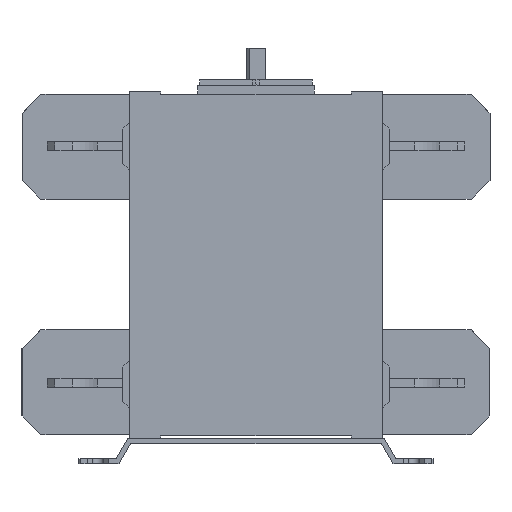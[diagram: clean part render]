
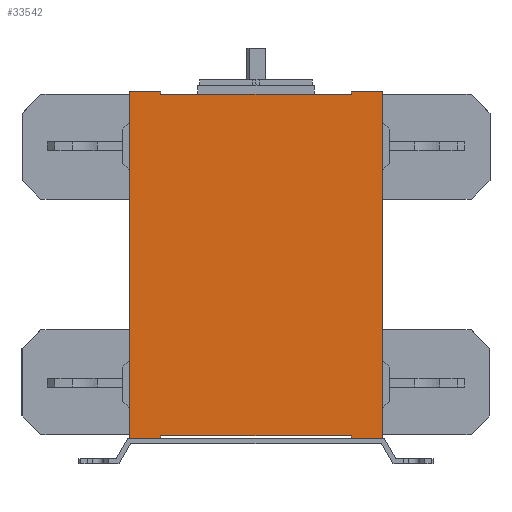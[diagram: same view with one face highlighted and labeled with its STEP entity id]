
A CAD part, left-side view. The second image highlights one B-rep face of the part: STEP entity #33542.
In plain terms, the highlighted face is planar.
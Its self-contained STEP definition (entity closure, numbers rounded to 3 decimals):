
#12200=DIRECTION('',(0.,0.,-1.));
#12201=VECTOR('',#12200,274.1);
#12202=CARTESIAN_POINT('',(126.263,-108.01,
244.594));
#12203=LINE('',#12202,#12201);
#15357=DIRECTION('',(0.,1.,0.));
#15358=VECTOR('',#15357,24.5);
#15359=CARTESIAN_POINT('',(126.263,-108.01,
-29.506));
#15360=LINE('',#15359,#15358);
#15371=DIRECTION('',(0.,1.,0.));
#15372=VECTOR('',#15371,24.5);
#15373=CARTESIAN_POINT('',(126.263,67.49,
-29.506));
#15374=LINE('',#15373,#15372);
#15421=DIRECTION('',(0.,0.,1.));
#15422=VECTOR('',#15421,2.);
#15423=CARTESIAN_POINT('',(126.263,67.49,
-29.506));
#15424=LINE('',#15423,#15422);
#15428=DIRECTION('',(0.,-1.,0.));
#15429=VECTOR('',#15428,151.);
#15430=CARTESIAN_POINT('',(126.263,67.49,
-27.506));
#15431=LINE('',#15430,#15429);
#15435=DIRECTION('',(0.,0.,-1.));
#15436=VECTOR('',#15435,2.);
#15437=CARTESIAN_POINT('',(126.263,-83.51,
-27.506));
#15438=LINE('',#15437,#15436);
#15442=DIRECTION('',(0.,0.,-1.));
#15443=VECTOR('',#15442,2.);
#15444=CARTESIAN_POINT('',(126.263,-83.51,
244.594));
#15445=LINE('',#15444,#15443);
#15449=DIRECTION('',(0.,0.,1.));
#15450=VECTOR('',#15449,2.);
#15451=CARTESIAN_POINT('',(126.263,67.49,242.594));
#15452=LINE('',#15451,#15450);
#15456=DIRECTION('',(0.,1.,0.));
#15457=VECTOR('',#15456,24.5);
#15458=CARTESIAN_POINT('',(126.263,67.49,244.594));
#15459=LINE('',#15458,#15457);
#15463=DIRECTION('',(0.,0.,-1.));
#15464=VECTOR('',#15463,274.1);
#15465=CARTESIAN_POINT('',(126.263,91.99,244.594));
#15466=LINE('',#15465,#15464);
#15506=DIRECTION('',(0.,-1.,0.));
#15507=VECTOR('',#15506,24.5);
#15508=CARTESIAN_POINT('',(126.263,-83.51,
244.594));
#15509=LINE('',#15508,#15507);
#16147=DIRECTION('',(0.,-1.,0.));
#16148=VECTOR('',#16147,151.);
#16149=CARTESIAN_POINT('',(126.263,67.49,242.594));
#16150=LINE('',#16149,#16148);
#25077=CARTESIAN_POINT('',(126.263,91.99,
-29.506));
#25078=VERTEX_POINT('',#25077);
#25079=CARTESIAN_POINT('',(126.263,91.99,244.594));
#25080=VERTEX_POINT('',#25079);
#25411=CARTESIAN_POINT('',(126.263,67.49,242.594));
#25412=VERTEX_POINT('',#25411);
#25413=CARTESIAN_POINT('',(126.263,-83.51,
242.594));
#25414=VERTEX_POINT('',#25413);
#25685=CARTESIAN_POINT('',(126.263,67.49,244.594));
#25686=VERTEX_POINT('',#25685);
#25699=CARTESIAN_POINT('',(126.263,-108.01,
244.594));
#25700=CARTESIAN_POINT('',(126.263,-108.01,
-29.506));
#25701=VERTEX_POINT('',#25699);
#25702=VERTEX_POINT('',#25700);
#25703=CARTESIAN_POINT('',(126.263,-83.51,
244.594));
#25704=VERTEX_POINT('',#25703);
#25705=CARTESIAN_POINT('',(126.263,67.49,
-27.506));
#25706=CARTESIAN_POINT('',(126.263,-83.51,
-27.506));
#25707=VERTEX_POINT('',#25705);
#25708=VERTEX_POINT('',#25706);
#27513=CARTESIAN_POINT('',(126.263,-83.51,
-29.506));
#27514=VERTEX_POINT('',#27513);
#27528=CARTESIAN_POINT('',(126.263,67.49,
-29.506));
#27530=VERTEX_POINT('',#27528);
#33517=CARTESIAN_POINT('',(126.263,-8.01,
-27.806));
#33518=DIRECTION('',(1.,0.,0.));
#33519=DIRECTION('',(0.,0.,-1.));
#33520=AXIS2_PLACEMENT_3D('',#33517,#33518,#33519);
#33521=PLANE('',#33520);
#33522=ORIENTED_EDGE('',*,*,#33430,.F.);
#33524=ORIENTED_EDGE('',*,*,#33523,.T.);
#33525=ORIENTED_EDGE('',*,*,#27859,.T.);
#33526=ORIENTED_EDGE('',*,*,#33503,.T.);
#33527=ORIENTED_EDGE('',*,*,#33390,.F.);
#33528=ORIENTED_EDGE('',*,*,#28262,.F.);
#33530=ORIENTED_EDGE('',*,*,#33529,.F.);
#33532=ORIENTED_EDGE('',*,*,#33531,.T.);
#33534=ORIENTED_EDGE('',*,*,#33533,.F.);
#33536=ORIENTED_EDGE('',*,*,#33535,.T.);
#33538=ORIENTED_EDGE('',*,*,#33537,.T.);
#33539=ORIENTED_EDGE('',*,*,#30827,.T.);
#33540=EDGE_LOOP('',(#33522,#33524,#33525,#33526,#33527,#33528,#33530,#33532,
#33534,#33536,#33538,#33539));
#33541=FACE_OUTER_BOUND('',#33540,.F.);
#27859=EDGE_CURVE('',#25707,#25708,#15431,.T.);
#28262=EDGE_CURVE('',#25701,#25702,#12203,.T.);
#30827=EDGE_CURVE('',#25080,#25078,#15466,.T.);
#33390=EDGE_CURVE('',#25702,#27514,#15360,.T.);
#33430=EDGE_CURVE('',#27530,#25078,#15374,.T.);
#33503=EDGE_CURVE('',#25708,#27514,#15438,.T.);
#33523=EDGE_CURVE('',#27530,#25707,#15424,.T.);
#33529=EDGE_CURVE('',#25704,#25701,#15509,.T.);
#33531=EDGE_CURVE('',#25704,#25414,#15445,.T.);
#33533=EDGE_CURVE('',#25412,#25414,#16150,.T.);
#33535=EDGE_CURVE('',#25412,#25686,#15452,.T.);
#33537=EDGE_CURVE('',#25686,#25080,#15459,.T.);
#33542=ADVANCED_FACE('',(#33541),#33521,.T.);
